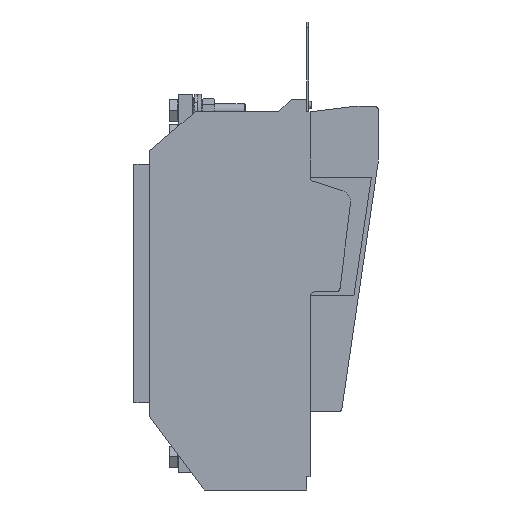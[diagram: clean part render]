
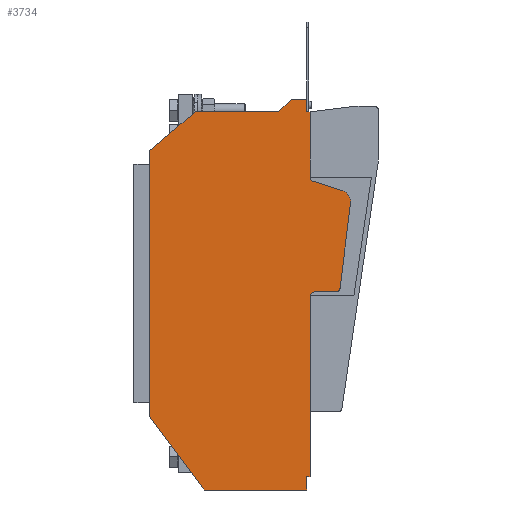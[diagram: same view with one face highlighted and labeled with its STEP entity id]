
A CAD part, front view. The second image highlights one B-rep face of the part: STEP entity #3734.
In plain terms, the highlighted planar face has unit normal (0, -1, 0).
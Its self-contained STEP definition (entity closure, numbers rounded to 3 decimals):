
#1827=AXIS2_PLACEMENT_3D('Circle Axis2P3D',#1825,#1826,$) ;
#1891=AXIS2_PLACEMENT_3D('Circle Axis2P3D',#1889,#1890,$) ;
#1964=AXIS2_PLACEMENT_3D('Circle Axis2P3D',#1962,#1963,$) ;
#2135=AXIS2_PLACEMENT_3D('Circle Axis2P3D',#2133,#2134,$) ;
#3710=AXIS2_PLACEMENT_3D('Plane Axis2P3D',#3707,#3708,#3709) ;
#422=CARTESIAN_POINT('Vertex',(14.,-162.,-119.)) ;
#425=CARTESIAN_POINT('Line Origine',(14.,-162.,0.)) ;
#429=CARTESIAN_POINT('Vertex',(14.,-162.,119.)) ;
#923=CARTESIAN_POINT('Vertex',(63.,-162.,-185.)) ;
#926=CARTESIAN_POINT('Line Origine',(38.5,-162.,-152.)) ;
#944=CARTESIAN_POINT('Line Origine',(34.5,-162.,136.5)) ;
#948=CARTESIAN_POINT('Vertex',(55.,-162.,154.)) ;
#969=CARTESIAN_POINT('Line Origine',(92.5,-162.,154.)) ;
#973=CARTESIAN_POINT('Vertex',(130.,-162.,154.)) ;
#1020=CARTESIAN_POINT('Vertex',(155.,-162.,154.)) ;
#1023=CARTESIAN_POINT('Line Origine',(156.5,-162.,154.)) ;
#1027=CARTESIAN_POINT('Vertex',(158.,-162.,154.)) ;
#1706=CARTESIAN_POINT('Vertex',(155.,-162.,-185.)) ;
#1709=CARTESIAN_POINT('Line Origine',(109.,-162.,-185.)) ;
#1731=CARTESIAN_POINT('Vertex',(155.,-162.,-173.)) ;
#1734=CARTESIAN_POINT('Line Origine',(155.,-162.,-179.)) ;
#1783=CARTESIAN_POINT('Vertex',(180.886,-162.,-7.5)) ;
#1786=CARTESIAN_POINT('Line Origine',(171.443,-162.,-7.5)) ;
#1790=CARTESIAN_POINT('Vertex',(162.,-162.,-7.5)) ;
#1822=CARTESIAN_POINT('Vertex',(184.857,-162.,-3.987)) ;
#1825=CARTESIAN_POINT('Axis2P3D Location',(180.886,-162.,-3.5)) ;
#1854=CARTESIAN_POINT('Vertex',(194.225,-162.,72.315)) ;
#1857=CARTESIAN_POINT('Line Origine',(189.541,-162.,34.164)) ;
#1886=CARTESIAN_POINT('Vertex',(187.39,-162.,83.044)) ;
#1889=CARTESIAN_POINT('Axis2P3D Location',(184.3,-162.,73.534)) ;
#1918=CARTESIAN_POINT('Vertex',(160.764,-162.,91.696)) ;
#1921=CARTESIAN_POINT('Line Origine',(174.077,-162.,87.37)) ;
#1959=CARTESIAN_POINT('Vertex',(158.,-162.,95.5)) ;
#1962=CARTESIAN_POINT('Axis2P3D Location',(162.,-162.,95.5)) ;
#1992=CARTESIAN_POINT('Line Origine',(158.,-162.,124.75)) ;
#2016=CARTESIAN_POINT('Vertex',(155.,-162.,165.)) ;
#2019=CARTESIAN_POINT('Line Origine',(155.,-162.,159.5)) ;
#2067=CARTESIAN_POINT('Vertex',(141.,-162.,165.)) ;
#2070=CARTESIAN_POINT('Line Origine',(148.,-162.,165.)) ;
#2093=CARTESIAN_POINT('Line Origine',(135.5,-162.,159.5)) ;
#2133=CARTESIAN_POINT('Axis2P3D Location',(162.,-162.,-11.5)) ;
#2137=CARTESIAN_POINT('Vertex',(158.,-162.,-11.5)) ;
#3667=CARTESIAN_POINT('Vertex',(158.,-162.,-173.)) ;
#3670=CARTESIAN_POINT('Line Origine',(156.5,-162.,-173.)) ;
#3685=CARTESIAN_POINT('Line Origine',(158.,-162.,-92.25)) ;
#3707=CARTESIAN_POINT('Axis2P3D Location',(0.,-162.,0.)) ;
#426=DIRECTION('Vector Direction',(0.,0.,1.)) ;
#927=DIRECTION('Vector Direction',(-0.596,0.,0.803)) ;
#945=DIRECTION('Vector Direction',(0.761,0.,0.649)) ;
#970=DIRECTION('Vector Direction',(1.,0.,0.)) ;
#1024=DIRECTION('Vector Direction',(1.,0.,0.)) ;
#1710=DIRECTION('Vector Direction',(-1.,0.,0.)) ;
#1735=DIRECTION('Vector Direction',(0.,0.,-1.)) ;
#1787=DIRECTION('Vector Direction',(1.,0.,0.)) ;
#1826=DIRECTION('Axis2P3D Direction',(0.,-1.,0.)) ;
#1858=DIRECTION('Vector Direction',(0.122,0.,0.993)) ;
#1890=DIRECTION('Axis2P3D Direction',(0.,-1.,0.)) ;
#1922=DIRECTION('Vector Direction',(-0.951,0.,0.309)) ;
#1963=DIRECTION('Axis2P3D Direction',(0.,-1.,0.)) ;
#1993=DIRECTION('Vector Direction',(0.,0.,-1.)) ;
#2020=DIRECTION('Vector Direction',(0.,0.,-1.)) ;
#2071=DIRECTION('Vector Direction',(1.,0.,0.)) ;
#2094=DIRECTION('Vector Direction',(0.707,0.,0.707)) ;
#2134=DIRECTION('Axis2P3D Direction',(0.,-1.,0.)) ;
#3671=DIRECTION('Vector Direction',(-1.,0.,0.)) ;
#3686=DIRECTION('Vector Direction',(0.,0.,-1.)) ;
#3708=DIRECTION('Axis2P3D Direction',(0.,-1.,0.)) ;
#3709=DIRECTION('Axis2P3D XDirection',(0.,0.,-1.)) ;
#427=VECTOR('Line Direction',#426,1.) ;
#928=VECTOR('Line Direction',#927,1.) ;
#946=VECTOR('Line Direction',#945,1.) ;
#971=VECTOR('Line Direction',#970,1.) ;
#1025=VECTOR('Line Direction',#1024,1.) ;
#1711=VECTOR('Line Direction',#1710,1.) ;
#1736=VECTOR('Line Direction',#1735,1.) ;
#1788=VECTOR('Line Direction',#1787,1.) ;
#1859=VECTOR('Line Direction',#1858,1.) ;
#1923=VECTOR('Line Direction',#1922,1.) ;
#1994=VECTOR('Line Direction',#1993,1.) ;
#2021=VECTOR('Line Direction',#2020,1.) ;
#2072=VECTOR('Line Direction',#2071,1.) ;
#2095=VECTOR('Line Direction',#2094,1.) ;
#3672=VECTOR('Line Direction',#3671,1.) ;
#3687=VECTOR('Line Direction',#3686,1.) ;
#3713=ORIENTED_EDGE('',*,*,#1792,.T.) ;
#3714=ORIENTED_EDGE('',*,*,#1829,.T.) ;
#3715=ORIENTED_EDGE('',*,*,#1861,.T.) ;
#3716=ORIENTED_EDGE('',*,*,#1893,.T.) ;
#3717=ORIENTED_EDGE('',*,*,#1925,.T.) ;
#3718=ORIENTED_EDGE('',*,*,#1966,.T.) ;
#3719=ORIENTED_EDGE('',*,*,#1996,.T.) ;
#3720=ORIENTED_EDGE('',*,*,#1029,.T.) ;
#3721=ORIENTED_EDGE('',*,*,#2023,.T.) ;
#3722=ORIENTED_EDGE('',*,*,#2074,.T.) ;
#3723=ORIENTED_EDGE('',*,*,#2097,.T.) ;
#3724=ORIENTED_EDGE('',*,*,#975,.T.) ;
#3725=ORIENTED_EDGE('',*,*,#950,.T.) ;
#3726=ORIENTED_EDGE('',*,*,#431,.T.) ;
#3727=ORIENTED_EDGE('',*,*,#930,.T.) ;
#3728=ORIENTED_EDGE('',*,*,#1713,.T.) ;
#3729=ORIENTED_EDGE('',*,*,#1738,.T.) ;
#3730=ORIENTED_EDGE('',*,*,#3674,.T.) ;
#3731=ORIENTED_EDGE('',*,*,#3689,.T.) ;
#3732=ORIENTED_EDGE('',*,*,#2139,.T.) ;
#3734=ADVANCED_FACE('Hauptkoerper nicht benutzen',(#3733),#3711,.T.) ;
#1828=CIRCLE('generated circle',#1827,4.) ;
#1892=CIRCLE('generated circle',#1891,10.) ;
#1965=CIRCLE('generated circle',#1964,4.) ;
#2136=CIRCLE('generated circle',#2135,4.) ;
#431=EDGE_CURVE('',#430,#423,#428,.F.) ;
#930=EDGE_CURVE('',#423,#924,#929,.F.) ;
#950=EDGE_CURVE('',#949,#430,#947,.F.) ;
#975=EDGE_CURVE('',#974,#949,#972,.F.) ;
#1029=EDGE_CURVE('',#1028,#1021,#1026,.F.) ;
#1713=EDGE_CURVE('',#924,#1707,#1712,.F.) ;
#1738=EDGE_CURVE('',#1707,#1732,#1737,.F.) ;
#1792=EDGE_CURVE('',#1791,#1784,#1789,.T.) ;
#1829=EDGE_CURVE('',#1784,#1823,#1828,.T.) ;
#1861=EDGE_CURVE('',#1823,#1855,#1860,.T.) ;
#1893=EDGE_CURVE('',#1855,#1887,#1892,.T.) ;
#1925=EDGE_CURVE('',#1887,#1919,#1924,.T.) ;
#1966=EDGE_CURVE('',#1919,#1960,#1965,.F.) ;
#1996=EDGE_CURVE('',#1960,#1028,#1995,.F.) ;
#2023=EDGE_CURVE('',#1021,#2017,#2022,.F.) ;
#2074=EDGE_CURVE('',#2017,#2068,#2073,.F.) ;
#2097=EDGE_CURVE('',#2068,#974,#2096,.F.) ;
#2139=EDGE_CURVE('',#2138,#1791,#2136,.F.) ;
#3674=EDGE_CURVE('',#1732,#3668,#3673,.F.) ;
#3689=EDGE_CURVE('',#3668,#2138,#3688,.F.) ;
#3712=EDGE_LOOP('',(#3713,#3714,#3715,#3716,#3717,#3718,#3719,#3720,#3721,#3722,#3723,#3724,#3725,#3726,#3727,#3728,#3729,#3730,#3731,#3732)) ;
#3733=FACE_OUTER_BOUND('',#3712,.T.) ;
#428=LINE('Line',#425,#427) ;
#929=LINE('Line',#926,#928) ;
#947=LINE('Line',#944,#946) ;
#972=LINE('Line',#969,#971) ;
#1026=LINE('Line',#1023,#1025) ;
#1712=LINE('Line',#1709,#1711) ;
#1737=LINE('Line',#1734,#1736) ;
#1789=LINE('Line',#1786,#1788) ;
#1860=LINE('Line',#1857,#1859) ;
#1924=LINE('Line',#1921,#1923) ;
#1995=LINE('Line',#1992,#1994) ;
#2022=LINE('Line',#2019,#2021) ;
#2073=LINE('Line',#2070,#2072) ;
#2096=LINE('Line',#2093,#2095) ;
#3673=LINE('Line',#3670,#3672) ;
#3688=LINE('Line',#3685,#3687) ;
#3711=PLANE('',#3710) ;
#423=VERTEX_POINT('',#422) ;
#430=VERTEX_POINT('',#429) ;
#924=VERTEX_POINT('',#923) ;
#949=VERTEX_POINT('',#948) ;
#974=VERTEX_POINT('',#973) ;
#1021=VERTEX_POINT('',#1020) ;
#1028=VERTEX_POINT('',#1027) ;
#1707=VERTEX_POINT('',#1706) ;
#1732=VERTEX_POINT('',#1731) ;
#1784=VERTEX_POINT('',#1783) ;
#1791=VERTEX_POINT('',#1790) ;
#1823=VERTEX_POINT('',#1822) ;
#1855=VERTEX_POINT('',#1854) ;
#1887=VERTEX_POINT('',#1886) ;
#1919=VERTEX_POINT('',#1918) ;
#1960=VERTEX_POINT('',#1959) ;
#2017=VERTEX_POINT('',#2016) ;
#2068=VERTEX_POINT('',#2067) ;
#2138=VERTEX_POINT('',#2137) ;
#3668=VERTEX_POINT('',#3667) ;
